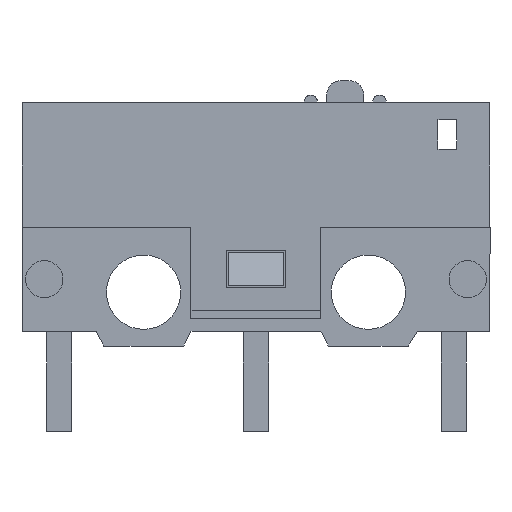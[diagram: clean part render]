
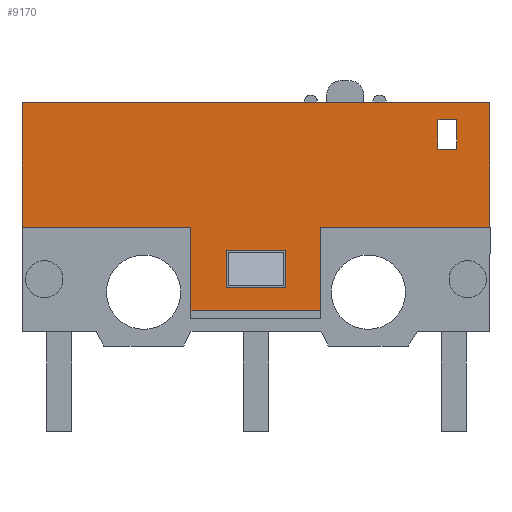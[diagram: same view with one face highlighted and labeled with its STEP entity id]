
A CAD part, left-side view. The second image highlights one B-rep face of the part: STEP entity #9170.
In plain terms, the highlighted planar face has unit normal (-1, 0, 0).
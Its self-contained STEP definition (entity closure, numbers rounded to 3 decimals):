
#66 = CARTESIAN_POINT ( 'NONE',  ( -2.8, -1.75, -3.35 ) ) ;
#105 = DIRECTION ( 'NONE',  ( 0., 0., -1. ) ) ;
#198 = FACE_OUTER_BOUND ( 'NONE', #11513, .T. ) ;
#218 = VERTEX_POINT ( 'NONE', #1043 ) ;
#565 = CARTESIAN_POINT ( 'NONE',  ( -2.8, 6.3, 0. ) ) ;
#605 = ORIENTED_EDGE ( 'NONE', *, *, #9136, .F. ) ;
#917 = VECTOR ( 'NONE', #8751, 1000. ) ;
#1043 = CARTESIAN_POINT ( 'NONE',  ( -2.8, 6.3, -3.35 ) ) ;
#1080 = VERTEX_POINT ( 'NONE', #9937 ) ;
#1098 = DIRECTION ( 'NONE',  ( 0., 0., 1. ) ) ;
#1184 = EDGE_CURVE ( 'NONE', #6909, #5400, #12535, .T. ) ;
#1320 = CARTESIAN_POINT ( 'NONE',  ( -2.8, 0.8, -4.975 ) ) ;
#1329 = CARTESIAN_POINT ( 'NONE',  ( -2.8, -4.9, -1.25 ) ) ;
#1406 = FACE_BOUND ( 'NONE', #4368, .T. ) ;
#1524 = CARTESIAN_POINT ( 'NONE',  ( -2.8, 1.75, -5.6 ) ) ;
#1687 = DIRECTION ( 'NONE',  ( 0., 0., -1. ) ) ;
#1742 = ORIENTED_EDGE ( 'NONE', *, *, #10993, .F. ) ;
#1831 = CARTESIAN_POINT ( 'NONE',  ( -2.8, -5.4, -1.25 ) ) ;
#1978 = VECTOR ( 'NONE', #5048, 1000. ) ;
#2029 = CARTESIAN_POINT ( 'NONE',  ( -2.8, 0.8, -4.975 ) ) ;
#2100 = ORIENTED_EDGE ( 'NONE', *, *, #11671, .T. ) ;
#2684 = LINE ( 'NONE', #7998, #8619 ) ;
#2722 = DIRECTION ( 'NONE',  ( -1., 0., 0. ) ) ;
#2739 = DIRECTION ( 'NONE',  ( 0., 0., -1. ) ) ;
#2764 = DIRECTION ( 'NONE',  ( 0., -1., 0. ) ) ;
#2765 = LINE ( 'NONE', #12229, #11389 ) ;
#2871 = CARTESIAN_POINT ( 'NONE',  ( -2.8, -0.8, -3.975 ) ) ;
#3029 = CARTESIAN_POINT ( 'NONE',  ( -2.8, -4.9, -0.45 ) ) ;
#3088 = CARTESIAN_POINT ( 'NONE',  ( -2.8, -6.3, 0. ) ) ;
#3516 = DIRECTION ( 'NONE',  ( 0., -1., 0. ) ) ;
#3584 = DIRECTION ( 'NONE',  ( 0., 0., 1. ) ) ;
#3708 = EDGE_CURVE ( 'NONE', #8548, #8956, #2765, .T. ) ;
#4056 = CARTESIAN_POINT ( 'NONE',  ( -2.8, 1.75, -3.35 ) ) ;
#4190 = VECTOR ( 'NONE', #4399, 1000. ) ;
#4318 = ORIENTED_EDGE ( 'NONE', *, *, #5573, .T. ) ;
#4368 = EDGE_LOOP ( 'NONE', ( #13847, #10425, #7829, #7167 ) ) ;
#4399 = DIRECTION ( 'NONE',  ( 0., 1., 0. ) ) ;
#4555 = EDGE_CURVE ( 'NONE', #5400, #9714, #5352, .T. ) ;
#4571 = LINE ( 'NONE', #1329, #4933 ) ;
#4933 = VECTOR ( 'NONE', #10313, 1000. ) ;
#5048 = DIRECTION ( 'NONE',  ( 0., 0., 1. ) ) ;
#5063 = CARTESIAN_POINT ( 'NONE',  ( -2.8, -6.3, -3.35 ) ) ;
#5240 = ORIENTED_EDGE ( 'NONE', *, *, #8414, .F. ) ;
#5352 = LINE ( 'NONE', #9068, #11701 ) ;
#5400 = VERTEX_POINT ( 'NONE', #3029 ) ;
#5402 = CARTESIAN_POINT ( 'NONE',  ( -2.8, 6.3, -3.35 ) ) ;
#5573 = EDGE_CURVE ( 'NONE', #10083, #9686, #2684, .T. ) ;
#5584 = FACE_BOUND ( 'NONE', #11930, .T. ) ;
#5682 = VECTOR ( 'NONE', #10205, 1000. ) ;
#5831 = CARTESIAN_POINT ( 'NONE',  ( -2.8, -6.3, -3.35 ) ) ;
#5964 = LINE ( 'NONE', #9650, #1978 ) ;
#6082 = CARTESIAN_POINT ( 'NONE',  ( -2.8, -4.9, -1.25 ) ) ;
#6145 = LINE ( 'NONE', #5402, #917 ) ;
#6276 = CARTESIAN_POINT ( 'NONE',  ( -2.8, 0.8, -3.975 ) ) ;
#6626 = CARTESIAN_POINT ( 'NONE',  ( -2.8, -4.9, -0.45 ) ) ;
#6653 = CARTESIAN_POINT ( 'NONE',  ( -2.8, -5.4, -0.45 ) ) ;
#6764 = EDGE_CURVE ( 'NONE', #6813, #9715, #8749, .T. ) ;
#6793 = VECTOR ( 'NONE', #2764, 1000. ) ;
#6813 = VERTEX_POINT ( 'NONE', #5063 ) ;
#6909 = VERTEX_POINT ( 'NONE', #6082 ) ;
#7081 = LINE ( 'NONE', #11244, #5682 ) ;
#7147 = CARTESIAN_POINT ( 'NONE',  ( -2.8, 6.3, -5.6 ) ) ;
#7167 = ORIENTED_EDGE ( 'NONE', *, *, #1184, .T. ) ;
#7221 = CARTESIAN_POINT ( 'NONE',  ( -2.8, 1.75, -3.35 ) ) ;
#7333 = VECTOR ( 'NONE', #12343, 1000. ) ;
#7416 = ORIENTED_EDGE ( 'NONE', *, *, #6764, .T. ) ;
#7431 = ORIENTED_EDGE ( 'NONE', *, *, #14151, .F. ) ;
#7769 = VECTOR ( 'NONE', #3584, 1000. ) ;
#7817 = ORIENTED_EDGE ( 'NONE', *, *, #13188, .F. ) ;
#7829 = ORIENTED_EDGE ( 'NONE', *, *, #12656, .T. ) ;
#7952 = AXIS2_PLACEMENT_3D ( 'NONE', #7147, #2722, #10452 ) ;
#7998 = CARTESIAN_POINT ( 'NONE',  ( -2.8, -0.8, -4.975 ) ) ;
#8065 = VECTOR ( 'NONE', #1687, 1000. ) ;
#8351 = DIRECTION ( 'NONE',  ( 0., -1., 0. ) ) ;
#8414 = EDGE_CURVE ( 'NONE', #218, #1080, #5964, .T. ) ;
#8504 = VECTOR ( 'NONE', #8351, 1000. ) ;
#8548 = VERTEX_POINT ( 'NONE', #2029 ) ;
#8619 = VECTOR ( 'NONE', #2739, 1000. ) ;
#8749 = LINE ( 'NONE', #11220, #11278 ) ;
#8751 = DIRECTION ( 'NONE',  ( 0., 1., 0. ) ) ;
#8956 = VERTEX_POINT ( 'NONE', #14265 ) ;
#9024 = EDGE_CURVE ( 'NONE', #9686, #8548, #10239, .T. ) ;
#9068 = CARTESIAN_POINT ( 'NONE',  ( -2.8, -4.9, -0.45 ) ) ;
#9136 = EDGE_CURVE ( 'NONE', #6813, #13326, #10591, .T. ) ;
#9170 = ADVANCED_FACE ( 'NONE', ( #1406, #5584, #198 ), #11686, .T. ) ;
#9407 = VECTOR ( 'NONE', #12114, 1000. ) ;
#9601 = EDGE_CURVE ( 'NONE', #8956, #10083, #12963, .T. ) ;
#9642 = VERTEX_POINT ( 'NONE', #9742 ) ;
#9650 = CARTESIAN_POINT ( 'NONE',  ( -2.8, 6.3, -5.6 ) ) ;
#9686 = VERTEX_POINT ( 'NONE', #10902 ) ;
#9714 = VERTEX_POINT ( 'NONE', #12001 ) ;
#9715 = VERTEX_POINT ( 'NONE', #3088 ) ;
#9742 = CARTESIAN_POINT ( 'NONE',  ( -2.8, -1.75, -5.6 ) ) ;
#9917 = ORIENTED_EDGE ( 'NONE', *, *, #9024, .T. ) ;
#9937 = CARTESIAN_POINT ( 'NONE',  ( -2.8, 6.3, 0. ) ) ;
#10083 = VERTEX_POINT ( 'NONE', #2871 ) ;
#10184 = EDGE_CURVE ( 'NONE', #9714, #11117, #13285, .T. ) ;
#10205 = DIRECTION ( 'NONE',  ( 0., -1., 0. ) ) ;
#10239 = LINE ( 'NONE', #1320, #4190 ) ;
#10313 = DIRECTION ( 'NONE',  ( 0., 1., 0. ) ) ;
#10372 = VECTOR ( 'NONE', #105, 1000. ) ;
#10425 = ORIENTED_EDGE ( 'NONE', *, *, #10184, .T. ) ;
#10452 = DIRECTION ( 'NONE',  ( 0., -1., 0. ) ) ;
#10591 = LINE ( 'NONE', #5831, #7333 ) ;
#10683 = LINE ( 'NONE', #565, #8504 ) ;
#10892 = VERTEX_POINT ( 'NONE', #1524 ) ;
#10902 = CARTESIAN_POINT ( 'NONE',  ( -2.8, -0.8, -4.975 ) ) ;
#10948 = LINE ( 'NONE', #7221, #8065 ) ;
#10993 = EDGE_CURVE ( 'NONE', #1080, #9715, #10683, .T. ) ;
#11004 = ORIENTED_EDGE ( 'NONE', *, *, #3708, .T. ) ;
#11117 = VERTEX_POINT ( 'NONE', #1831 ) ;
#11220 = CARTESIAN_POINT ( 'NONE',  ( -2.8, -6.3, -5.6 ) ) ;
#11244 = CARTESIAN_POINT ( 'NONE',  ( -2.8, 6.3, -5.6 ) ) ;
#11278 = VECTOR ( 'NONE', #12356, 1000. ) ;
#11389 = VECTOR ( 'NONE', #1098, 1000. ) ;
#11435 = CARTESIAN_POINT ( 'NONE',  ( -2.8, -1.75, -3.35 ) ) ;
#11513 = EDGE_LOOP ( 'NONE', ( #12327, #2100, #7431, #605, #7416, #1742, #5240, #7817 ) ) ;
#11671 = EDGE_CURVE ( 'NONE', #10892, #9642, #7081, .T. ) ;
#11686 = PLANE ( 'NONE',  #7952 ) ;
#11701 = VECTOR ( 'NONE', #3516, 1000. ) ;
#11930 = EDGE_LOOP ( 'NONE', ( #13838, #4318, #9917, #11004 ) ) ;
#12001 = CARTESIAN_POINT ( 'NONE',  ( -2.8, -5.4, -0.45 ) ) ;
#12114 = DIRECTION ( 'NONE',  ( 0., 0., -1. ) ) ;
#12229 = CARTESIAN_POINT ( 'NONE',  ( -2.8, 0.8, -4.975 ) ) ;
#12327 = ORIENTED_EDGE ( 'NONE', *, *, #12365, .T. ) ;
#12343 = DIRECTION ( 'NONE',  ( 0., 1., 0. ) ) ;
#12356 = DIRECTION ( 'NONE',  ( 0., 0., 1. ) ) ;
#12365 = EDGE_CURVE ( 'NONE', #13500, #10892, #10948, .T. ) ;
#12535 = LINE ( 'NONE', #6626, #7769 ) ;
#12656 = EDGE_CURVE ( 'NONE', #11117, #6909, #4571, .T. ) ;
#12963 = LINE ( 'NONE', #6276, #6793 ) ;
#13188 = EDGE_CURVE ( 'NONE', #13500, #218, #6145, .T. ) ;
#13285 = LINE ( 'NONE', #6653, #10372 ) ;
#13307 = LINE ( 'NONE', #66, #9407 ) ;
#13326 = VERTEX_POINT ( 'NONE', #11435 ) ;
#13500 = VERTEX_POINT ( 'NONE', #4056 ) ;
#13838 = ORIENTED_EDGE ( 'NONE', *, *, #9601, .T. ) ;
#13847 = ORIENTED_EDGE ( 'NONE', *, *, #4555, .T. ) ;
#14151 = EDGE_CURVE ( 'NONE', #13326, #9642, #13307, .T. ) ;
#14265 = CARTESIAN_POINT ( 'NONE',  ( -2.8, 0.8, -3.975 ) ) ;
